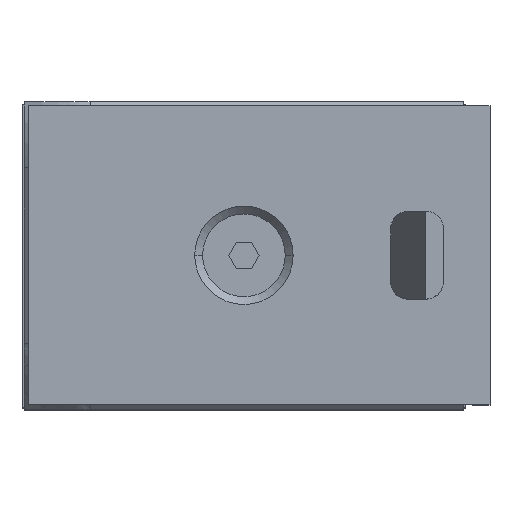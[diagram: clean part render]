
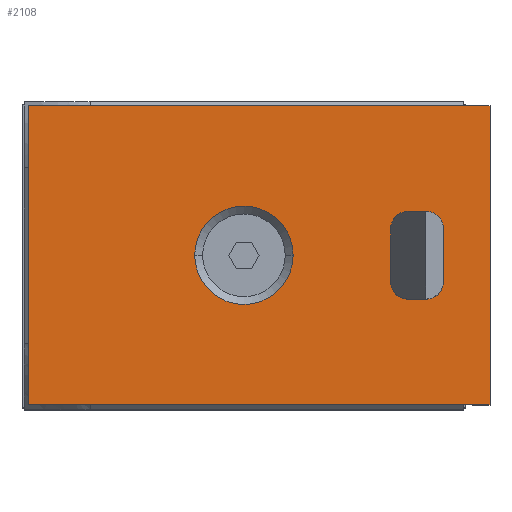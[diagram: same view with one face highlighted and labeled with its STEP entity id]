
A CAD part, top view. The second image highlights one B-rep face of the part: STEP entity #2108.
In plain terms, the highlighted planar face has unit normal (0, 0, 1).
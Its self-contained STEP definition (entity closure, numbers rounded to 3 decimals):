
#38 = CIRCLE ( 'NONE', #983, 2. ) ;
#66 = CARTESIAN_POINT ( 'NONE',  ( 43.7, 14.5, 65. ) ) ;
#70 = EDGE_LOOP ( 'NONE', ( #1421, #3197, #2285, #2880, #4332, #3050, #3800, #2327 ) ) ;
#105 = VERTEX_POINT ( 'NONE', #2300 ) ;
#107 = AXIS2_PLACEMENT_3D ( 'NONE', #4300, #1912, #3959 ) ;
#113 = DIRECTION ( 'NONE',  ( 0., 0., -1. ) ) ;
#129 = CARTESIAN_POINT ( 'NONE',  ( 47.7, 22.5, 65. ) ) ;
#188 = CIRCLE ( 'NONE', #107, 2. ) ;
#204 = EDGE_CURVE ( 'NONE', #3031, #3369, #3346, .T. ) ;
#211 = DIRECTION ( 'NONE',  ( 1., 0., 0. ) ) ;
#234 = CARTESIAN_POINT ( 'NONE',  ( 45.7, 20.5, 65. ) ) ;
#255 = DIRECTION ( 'NONE',  ( 0., 0., -1. ) ) ;
#349 = LINE ( 'NONE', #2570, #4316 ) ;
#364 = VECTOR ( 'NONE', #4199, 1000. ) ;
#399 = VECTOR ( 'NONE', #3862, 1000. ) ;
#431 = DIRECTION ( 'NONE',  ( 1., 0., 0. ) ) ;
#456 = AXIS2_PLACEMENT_3D ( 'NONE', #691, #692, #3270 ) ;
#540 = EDGE_CURVE ( 'NONE', #105, #3595, #4021, .T. ) ;
#547 = VECTOR ( 'NONE', #3156, 1000. ) ;
#593 = CARTESIAN_POINT ( 'NONE',  ( 41.7, 12.5, 65. ) ) ;
#618 = EDGE_CURVE ( 'NONE', #3298, #4307, #3925, .T. ) ;
#691 = CARTESIAN_POINT ( 'NONE',  ( 25., 17.5, 65. ) ) ;
#692 = DIRECTION ( 'NONE',  ( 0., 0., -1. ) ) ;
#725 = DIRECTION ( 'NONE',  ( 0., 0., -1. ) ) ;
#748 = VERTEX_POINT ( 'NONE', #1258 ) ;
#756 = LINE ( 'NONE', #2781, #2012 ) ;
#845 = DIRECTION ( 'NONE',  ( 0., 0., 1. ) ) ;
#886 = CARTESIAN_POINT ( 'NONE',  ( 53., 0.5, 65. ) ) ;
#950 = AXIS2_PLACEMENT_3D ( 'NONE', #2252, #845, #211 ) ;
#963 = CARTESIAN_POINT ( 'NONE',  ( 19.4, 17.5, 65. ) ) ;
#983 = AXIS2_PLACEMENT_3D ( 'NONE', #66, #2682, #431 ) ;
#985 = ORIENTED_EDGE ( 'NONE', *, *, #2913, .T. ) ;
#1051 = DIRECTION ( 'NONE',  ( 1., 0., 0. ) ) ;
#1062 = EDGE_CURVE ( 'NONE', #4307, #3298, #3984, .T. ) ;
#1086 = EDGE_CURVE ( 'NONE', #3595, #4313, #3885, .T. ) ;
#1106 = VERTEX_POINT ( 'NONE', #3893 ) ;
#1152 = DIRECTION ( 'NONE',  ( 1., 0., 0. ) ) ;
#1194 = LINE ( 'NONE', #3892, #4098 ) ;
#1258 = CARTESIAN_POINT ( 'NONE',  ( 41.7, 20.5, 65. ) ) ;
#1299 = CIRCLE ( 'NONE', #2230, 2. ) ;
#1329 = FACE_BOUND ( 'NONE', #70, .T. ) ;
#1421 = ORIENTED_EDGE ( 'NONE', *, *, #204, .F. ) ;
#1500 = ORIENTED_EDGE ( 'NONE', *, *, #618, .T. ) ;
#1539 = VECTOR ( 'NONE', #3173, 1000. ) ;
#1591 = CARTESIAN_POINT ( 'NONE',  ( 41.7, 14.5, 65. ) ) ;
#1618 = EDGE_CURVE ( 'NONE', #2784, #2658, #349, .T. ) ;
#1659 = CARTESIAN_POINT ( 'NONE',  ( 43.7, 12.5, 65. ) ) ;
#1817 = EDGE_CURVE ( 'NONE', #2784, #1939, #188, .T. ) ;
#1912 = DIRECTION ( 'NONE',  ( 0., 0., -1. ) ) ;
#1939 = VERTEX_POINT ( 'NONE', #2987 ) ;
#1940 = ORIENTED_EDGE ( 'NONE', *, *, #540, .T. ) ;
#2006 = FACE_BOUND ( 'NONE', #4023, .T. ) ;
#2012 = VECTOR ( 'NONE', #3022, 1000. ) ;
#2073 = DIRECTION ( 'NONE',  ( 0., 1., 0. ) ) ;
#2108 = ADVANCED_FACE ( 'NONE', ( #2006, #3315, #1329 ), #3884, .T. ) ;
#2144 = CARTESIAN_POINT ( 'NONE',  ( 53., 34.5, 65. ) ) ;
#2230 = AXIS2_PLACEMENT_3D ( 'NONE', #234, #255, #1152 ) ;
#2237 = CARTESIAN_POINT ( 'NONE',  ( 47.7, 20.5, 65. ) ) ;
#2252 = CARTESIAN_POINT ( 'NONE',  ( 53., 0.5, 65. ) ) ;
#2285 = ORIENTED_EDGE ( 'NONE', *, *, #1618, .F. ) ;
#2300 = CARTESIAN_POINT ( 'NONE',  ( 0.5, 0.5, 65. ) ) ;
#2327 = ORIENTED_EDGE ( 'NONE', *, *, #3316, .T. ) ;
#2355 = DIRECTION ( 'NONE',  ( 0., -1., 0. ) ) ;
#2472 = CARTESIAN_POINT ( 'NONE',  ( 25., 17.5, 65. ) ) ;
#2505 = CARTESIAN_POINT ( 'NONE',  ( 53., 34.5, 65. ) ) ;
#2547 = EDGE_CURVE ( 'NONE', #3401, #1939, #1194, .T. ) ;
#2570 = CARTESIAN_POINT ( 'NONE',  ( 47.7, 12.5, 65. ) ) ;
#2621 = EDGE_CURVE ( 'NONE', #3401, #4279, #38, .T. ) ;
#2656 = EDGE_CURVE ( 'NONE', #748, #4279, #3419, .T. ) ;
#2658 = VERTEX_POINT ( 'NONE', #2237 ) ;
#2674 = CARTESIAN_POINT ( 'NONE',  ( 53., 0.5, 65. ) ) ;
#2682 = DIRECTION ( 'NONE',  ( 0., 0., -1. ) ) ;
#2716 = CIRCLE ( 'NONE', #3074, 2. ) ;
#2757 = DIRECTION ( 'NONE',  ( 1., 0., 0. ) ) ;
#2781 = CARTESIAN_POINT ( 'NONE',  ( 0.5, 0.5, 65. ) ) ;
#2784 = VERTEX_POINT ( 'NONE', #3129 ) ;
#2859 = DIRECTION ( 'NONE',  ( 1., 0., 0. ) ) ;
#2880 = ORIENTED_EDGE ( 'NONE', *, *, #1817, .T. ) ;
#2913 = EDGE_CURVE ( 'NONE', #4313, #1106, #3981, .T. ) ;
#2987 = CARTESIAN_POINT ( 'NONE',  ( 45.7, 12.5, 65. ) ) ;
#2997 = CARTESIAN_POINT ( 'NONE',  ( 30.6, 17.5, 65. ) ) ;
#3022 = DIRECTION ( 'NONE',  ( 0., -1., 0. ) ) ;
#3031 = VERTEX_POINT ( 'NONE', #3604 ) ;
#3050 = ORIENTED_EDGE ( 'NONE', *, *, #2621, .T. ) ;
#3063 = EDGE_CURVE ( 'NONE', #3031, #2658, #1299, .T. ) ;
#3067 = CARTESIAN_POINT ( 'NONE',  ( 43.7, 22.5, 65. ) ) ;
#3074 = AXIS2_PLACEMENT_3D ( 'NONE', #3091, #725, #1051 ) ;
#3091 = CARTESIAN_POINT ( 'NONE',  ( 43.7, 20.5, 65. ) ) ;
#3129 = CARTESIAN_POINT ( 'NONE',  ( 47.7, 14.5, 65. ) ) ;
#3156 = DIRECTION ( 'NONE',  ( 1., 0., 0. ) ) ;
#3173 = DIRECTION ( 'NONE',  ( -1., 0., 0. ) ) ;
#3196 = CARTESIAN_POINT ( 'NONE',  ( 53., 0.5, 65. ) ) ;
#3197 = ORIENTED_EDGE ( 'NONE', *, *, #3063, .T. ) ;
#3270 = DIRECTION ( 'NONE',  ( 1., 0., 0. ) ) ;
#3298 = VERTEX_POINT ( 'NONE', #2997 ) ;
#3307 = AXIS2_PLACEMENT_3D ( 'NONE', #2472, #113, #2859 ) ;
#3315 = FACE_OUTER_BOUND ( 'NONE', #3512, .T. ) ;
#3316 = EDGE_CURVE ( 'NONE', #748, #3369, #2716, .T. ) ;
#3346 = LINE ( 'NONE', #129, #1539 ) ;
#3349 = ORIENTED_EDGE ( 'NONE', *, *, #1062, .T. ) ;
#3364 = VECTOR ( 'NONE', #2355, 1000. ) ;
#3369 = VERTEX_POINT ( 'NONE', #3067 ) ;
#3401 = VERTEX_POINT ( 'NONE', #1659 ) ;
#3419 = LINE ( 'NONE', #593, #3364 ) ;
#3512 = EDGE_LOOP ( 'NONE', ( #4105, #985, #3997, #1940 ) ) ;
#3595 = VERTEX_POINT ( 'NONE', #886 ) ;
#3604 = CARTESIAN_POINT ( 'NONE',  ( 45.7, 22.5, 65. ) ) ;
#3800 = ORIENTED_EDGE ( 'NONE', *, *, #2656, .F. ) ;
#3862 = DIRECTION ( 'NONE',  ( 0., 1., 0. ) ) ;
#3884 = PLANE ( 'NONE',  #950 ) ;
#3885 = LINE ( 'NONE', #3196, #399 ) ;
#3892 = CARTESIAN_POINT ( 'NONE',  ( 47.7, 12.5, 65. ) ) ;
#3893 = CARTESIAN_POINT ( 'NONE',  ( 0.5, 34.5, 65. ) ) ;
#3925 = CIRCLE ( 'NONE', #456, 5.6 ) ;
#3959 = DIRECTION ( 'NONE',  ( 1., 0., 0. ) ) ;
#3981 = LINE ( 'NONE', #2505, #364 ) ;
#3984 = CIRCLE ( 'NONE', #3307, 5.6 ) ;
#3997 = ORIENTED_EDGE ( 'NONE', *, *, #4127, .T. ) ;
#4021 = LINE ( 'NONE', #2674, #547 ) ;
#4023 = EDGE_LOOP ( 'NONE', ( #1500, #3349 ) ) ;
#4098 = VECTOR ( 'NONE', #2757, 1000. ) ;
#4105 = ORIENTED_EDGE ( 'NONE', *, *, #1086, .T. ) ;
#4127 = EDGE_CURVE ( 'NONE', #1106, #105, #756, .T. ) ;
#4199 = DIRECTION ( 'NONE',  ( -1., 0., 0. ) ) ;
#4279 = VERTEX_POINT ( 'NONE', #1591 ) ;
#4300 = CARTESIAN_POINT ( 'NONE',  ( 45.7, 14.5, 65. ) ) ;
#4307 = VERTEX_POINT ( 'NONE', #963 ) ;
#4313 = VERTEX_POINT ( 'NONE', #2144 ) ;
#4316 = VECTOR ( 'NONE', #2073, 1000. ) ;
#4332 = ORIENTED_EDGE ( 'NONE', *, *, #2547, .F. ) ;
